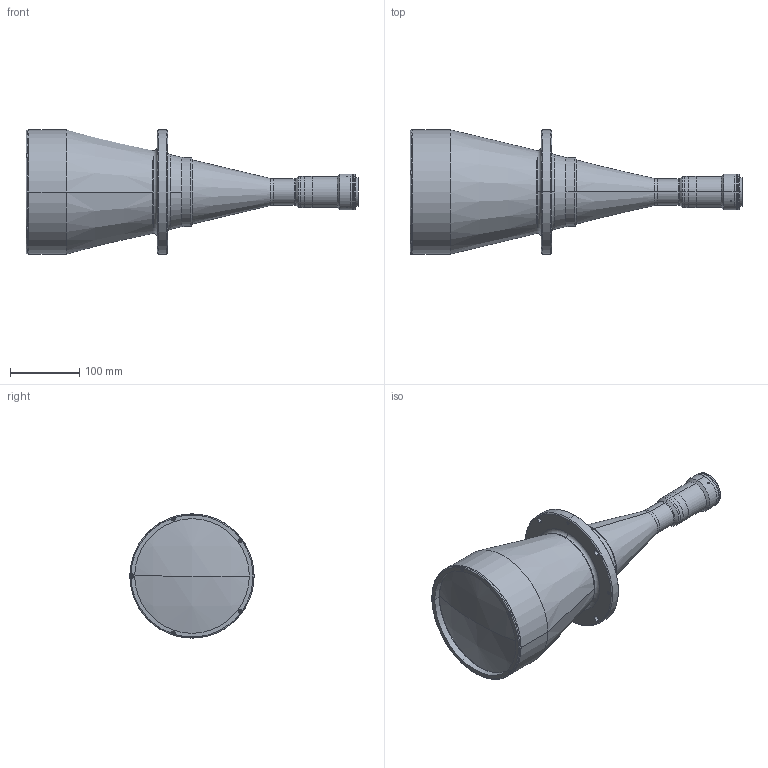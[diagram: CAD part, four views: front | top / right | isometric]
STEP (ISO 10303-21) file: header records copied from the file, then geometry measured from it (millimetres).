
FILE_DESCRIPTION (( 'STEP AP203' ), '1' );
FILE_NAME ('DP32157-A_TC10M120-J.step', '2022-12-06T16:29:18', ( '' ), ( '' ), 'SwSTEP 2.0', 'SolidWorks 2021', '' );
FILE_SCHEMA (( 'CONFIG_CONTROL_DESIGN' ));
Length unit declared in the file: millimetre
Products named in the file (1): DP32157-A_TC10M120-J
Bounding box: 480.95 x 180 x 180 mm (x, y, z)
Surface area: 239061.2 mm2 (no closed solid volume)
Topology: 0 solids, 30 shells, 172 faces, 521 edges, 367 vertices
Faces by surface type: cylinder 82, plane 47, torus 21, cone 20, sphere 2
Entity records: 6336 total; most frequent: CARTESIAN_POINT 1419, DIRECTION 1120, ORIENTED_EDGE 824, EDGE_CURVE 519, AXIS2_PLACEMENT_3D 450, VERTEX_POINT 367, CIRCLE 277, EDGE_LOOP 222
